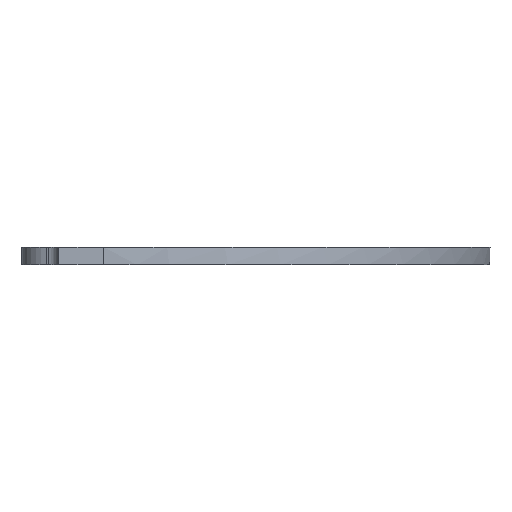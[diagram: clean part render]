
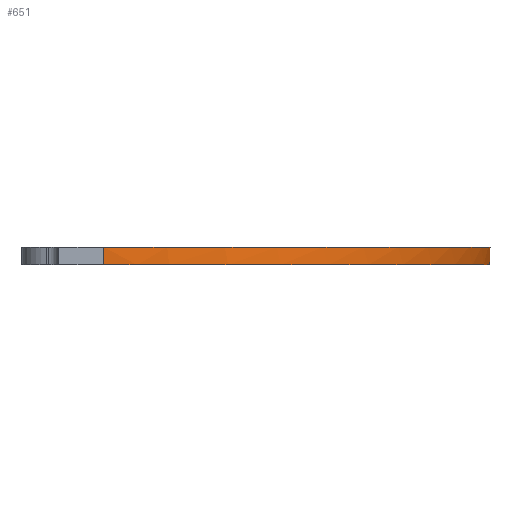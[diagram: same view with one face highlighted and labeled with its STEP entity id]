
A CAD part, left-side view. The second image highlights one B-rep face of the part: STEP entity #651.
In plain terms, the highlighted free-form (B-spline) face has degree [3, 1] with [5, 2] control points.
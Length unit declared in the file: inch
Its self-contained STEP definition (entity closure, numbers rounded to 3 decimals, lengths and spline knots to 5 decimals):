
#5 = DIRECTION ( 'NONE',  ( 0., 0., 1. ) ) ;
#6 = CARTESIAN_POINT ( 'NONE',  ( -4.24127, 2.40795, 0. ) ) ;
#8 = CARTESIAN_POINT ( 'NONE',  ( -4.24127, 2.40795, 0.125 ) ) ;
#26 = CARTESIAN_POINT ( 'NONE',  ( 1.39127, 2.33227, 0. ) ) ;
#48 = EDGE_CURVE ( 'NONE', #275, #655, #269, .T. ) ;
#58 = CARTESIAN_POINT ( 'NONE',  ( 1.39127, 1.11084, 0.125 ) ) ;
#67 = B_SPLINE_CURVE_WITH_KNOTS ( 'NONE', 3,
 ( #248, #464, #678, #197, #408 ),
 .UNSPECIFIED., .F., .F.,
 ( 4, 1, 4 ),
 ( 0., 0.65726, 1. ),
 .UNSPECIFIED. ) ;
#95 = CARTESIAN_POINT ( 'NONE',  ( 1.39127, 2.33227, 0.125 ) ) ;
#96 = B_SPLINE_CURVE_WITH_KNOTS ( 'NONE', 3,
 ( #232, #447, #662, #179, #392 ),
 .UNSPECIFIED., .F., .F.,
 ( 4, 1, 4 ),
 ( 0., 0.34274, 1. ),
 .UNSPECIFIED. ) ;
#140 = EDGE_CURVE ( 'NONE', #246, #275, #96, .T. ) ;
#167 = CARTESIAN_POINT ( 'NONE',  ( 0.21521, -1.12322, 0. ) ) ;
#179 = CARTESIAN_POINT ( 'NONE',  ( -4.24127, 0.0192, 0. ) ) ;
#196 = CARTESIAN_POINT ( 'NONE',  ( -4.24127, 2.40795, 0. ) ) ;
#197 = CARTESIAN_POINT ( 'NONE',  ( 1.39127, 1.11084, 0.125 ) ) ;
#223 = CARTESIAN_POINT ( 'NONE',  ( -4.24127, 2.40795, 0.125 ) ) ;
#232 = CARTESIAN_POINT ( 'NONE',  ( 1.39127, 2.33227, 0. ) ) ;
#246 = VERTEX_POINT ( 'NONE', #26 ) ;
#247 = LINE ( 'NONE', #463, #412 ) ;
#248 = CARTESIAN_POINT ( 'NONE',  ( -4.24127, 2.40795, 0.125 ) ) ;
#269 = LINE ( 'NONE', #490, #398 ) ;
#271 = EDGE_CURVE ( 'NONE', #535, #246, #247, .T. ) ;
#272 = CARTESIAN_POINT ( 'NONE',  ( 1.39127, 2.33227, 0. ) ) ;
#275 = VERTEX_POINT ( 'NONE', #196 ) ;
#284 = EDGE_LOOP ( 'NONE', ( #603, #630, #402, #551 ) ) ;
#363 = EDGE_CURVE ( 'NONE', #655, #535, #67, .T. ) ;
#380 = CARTESIAN_POINT ( 'NONE',  ( 0.21521, -1.12322, 0.125 ) ) ;
#392 = CARTESIAN_POINT ( 'NONE',  ( -4.24127, 2.40795, 0. ) ) ;
#398 = VECTOR ( 'NONE', #5, 39.37008 ) ;
#402 = ORIENTED_EDGE ( 'NONE', *, *, #363, .F. ) ;
#408 = CARTESIAN_POINT ( 'NONE',  ( 1.39127, 2.33227, 0.125 ) ) ;
#412 = VECTOR ( 'NONE', #677, 39.37008 ) ;
#437 = CARTESIAN_POINT ( 'NONE',  ( -4.24127, 0.0192, 0. ) ) ;
#447 = CARTESIAN_POINT ( 'NONE',  ( 1.39127, 1.11084, 0. ) ) ;
#463 = CARTESIAN_POINT ( 'NONE',  ( 1.39127, 2.33227, 0. ) ) ;
#464 = CARTESIAN_POINT ( 'NONE',  ( -4.24127, 0.0192, 0.125 ) ) ;
#490 = CARTESIAN_POINT ( 'NONE',  ( -4.24127, 2.40795, -2.09538 ) ) ;
#491 = FACE_OUTER_BOUND ( 'NONE', #284, .T. ) ;
#492 = CARTESIAN_POINT ( 'NONE',  ( 1.39127, 2.33227, 0.125 ) ) ;
#535 = VERTEX_POINT ( 'NONE', #95 ) ;
#551 = ORIENTED_EDGE ( 'NONE', *, *, #48, .F. ) ;
#598 = CARTESIAN_POINT ( 'NONE',  ( 1.39127, 1.11084, 0. ) ) ;
#603 = ORIENTED_EDGE ( 'NONE', *, *, #140, .F. ) ;
#630 = ORIENTED_EDGE ( 'NONE', *, *, #271, .F. ) ;
#651 = ADVANCED_FACE ( 'NONE', ( #491 ), #652, .T. ) ;
#652 = B_SPLINE_SURFACE_WITH_KNOTS ( 'NONE', 3, 1, ( 
 ( #6, #223 ),
 ( #437, #654 ),
 ( #167, #380 ),
 ( #598, #58 ),
 ( #272, #492 ) ),
 .UNSPECIFIED., .F., .F., .F.,
 ( 4, 1, 4 ),
 ( 2, 2 ),
 ( 0., 0.65726, 1. ),
 ( 0., 1. ),
 .UNSPECIFIED. ) ;
#654 = CARTESIAN_POINT ( 'NONE',  ( -4.24127, 0.0192, 0.125 ) ) ;
#655 = VERTEX_POINT ( 'NONE', #8 ) ;
#662 = CARTESIAN_POINT ( 'NONE',  ( 0.21521, -1.12322, 0. ) ) ;
#677 = DIRECTION ( 'NONE',  ( 0., 0., -1. ) ) ;
#678 = CARTESIAN_POINT ( 'NONE',  ( 0.21521, -1.12322, 0.125 ) ) ;
